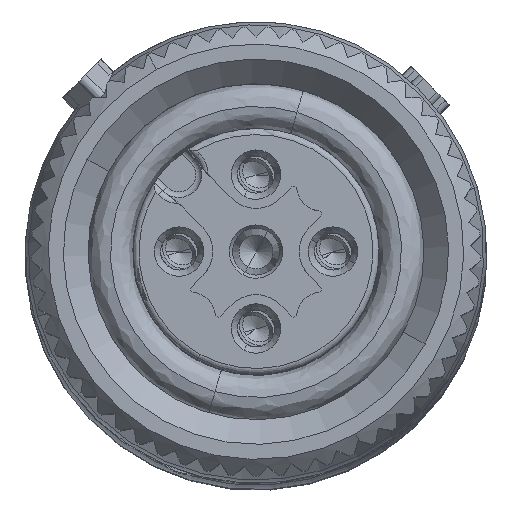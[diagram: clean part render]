
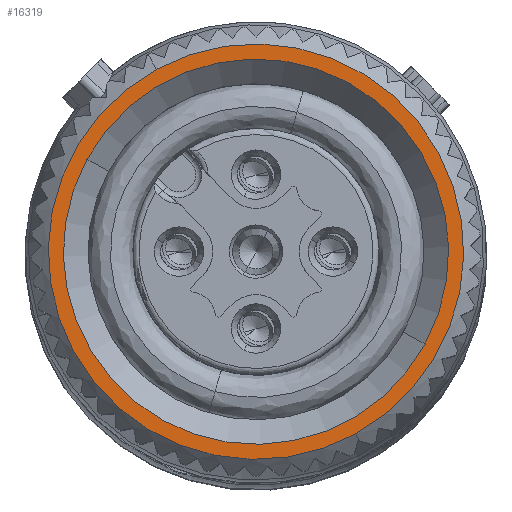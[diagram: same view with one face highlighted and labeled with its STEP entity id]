
A CAD part, top view. The second image highlights one B-rep face of the part: STEP entity #16319.
In plain terms, the highlighted planar face has unit normal (0, 0, 1).
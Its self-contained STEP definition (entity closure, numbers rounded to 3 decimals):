
#12815=AXIS2_PLACEMENT_3D('Circle Axis2P3D',#12813,#12814,$) ;
#16175=AXIS2_PLACEMENT_3D('Circle Axis2P3D',#16173,#16174,$) ;
#16295=AXIS2_PLACEMENT_3D('Plane Axis2P3D',#16292,#16293,#16294) ;
#16303=AXIS2_PLACEMENT_3D('Circle Axis2P3D',#16301,#16302,$) ;
#16312=AXIS2_PLACEMENT_3D('Circle Axis2P3D',#16310,#16311,$) ;
#12810=CARTESIAN_POINT('Vertex',(4.264,13.424,169.25)) ;
#12813=CARTESIAN_POINT('Axis2P3D Location',(7.5,7.5,169.25)) ;
#12817=CARTESIAN_POINT('Vertex',(10.736,1.576,169.25)) ;
#16173=CARTESIAN_POINT('Axis2P3D Location',(7.5,7.5,169.25)) ;
#16292=CARTESIAN_POINT('Axis2P3D Location',(7.5,14.25,169.25)) ;
#16301=CARTESIAN_POINT('Axis2P3D Location',(7.5,7.5,169.25)) ;
#16305=CARTESIAN_POINT('Vertex',(12.994,4.499,169.25)) ;
#16307=CARTESIAN_POINT('Vertex',(2.006,10.501,169.25)) ;
#16310=CARTESIAN_POINT('Axis2P3D Location',(7.5,7.5,169.25)) ;
#12814=DIRECTION('Axis2P3D Direction',(0.,0.,-1.)) ;
#16174=DIRECTION('Axis2P3D Direction',(0.,0.,-1.)) ;
#16293=DIRECTION('Axis2P3D Direction',(0.,0.,1.)) ;
#16294=DIRECTION('Axis2P3D XDirection',(-1.,0.,0.)) ;
#16302=DIRECTION('Axis2P3D Direction',(0.,0.,1.)) ;
#16311=DIRECTION('Axis2P3D Direction',(0.,0.,1.)) ;
#16298=ORIENTED_EDGE('',*,*,#16177,.T.) ;
#16299=ORIENTED_EDGE('',*,*,#12819,.T.) ;
#16316=ORIENTED_EDGE('',*,*,#16309,.F.) ;
#16317=ORIENTED_EDGE('',*,*,#16314,.F.) ;
#16318=FACE_BOUND('',#16315,.T.) ;
#16319=ADVANCED_FACE('Hauptk\X2\00F6\X0\rper',(#16300,#16318),#16296,.T.) ;
#12816=CIRCLE('generated circle',#12815,6.75) ;
#16176=CIRCLE('generated circle',#16175,6.75) ;
#16304=CIRCLE('generated circle',#16303,6.26) ;
#16313=CIRCLE('generated circle',#16312,6.26) ;
#12819=EDGE_CURVE('',#12818,#12811,#12816,.F.) ;
#16177=EDGE_CURVE('',#12811,#12818,#16176,.F.) ;
#16309=EDGE_CURVE('',#16306,#16308,#16304,.T.) ;
#16314=EDGE_CURVE('',#16308,#16306,#16313,.T.) ;
#16297=EDGE_LOOP('',(#16298,#16299)) ;
#16315=EDGE_LOOP('',(#16316,#16317)) ;
#16300=FACE_OUTER_BOUND('',#16297,.T.) ;
#16296=PLANE('',#16295) ;
#12811=VERTEX_POINT('',#12810) ;
#12818=VERTEX_POINT('',#12817) ;
#16306=VERTEX_POINT('',#16305) ;
#16308=VERTEX_POINT('',#16307) ;
